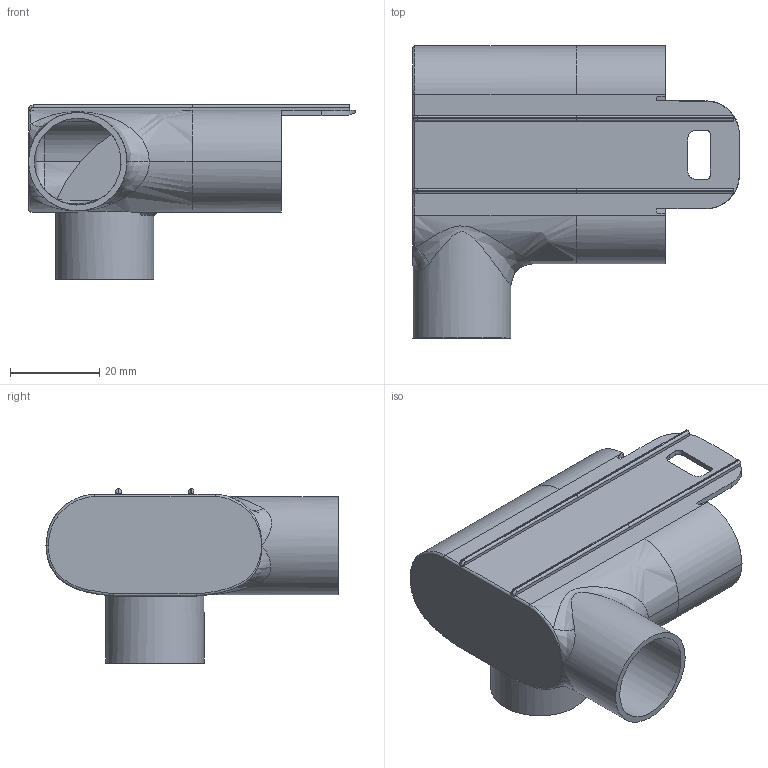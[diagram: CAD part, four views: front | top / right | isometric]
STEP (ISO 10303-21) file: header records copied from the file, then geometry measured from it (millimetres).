
FILE_DESCRIPTION(/* description */ (''),/* implementation_level */ '2;1');
FILE_NAME(/* name */ 'Charlotte Valve 4 v12.step',/* time_stamp */ '2020-03-27T00:30:20+01:00',/* author */ (''),/* organization */ (''),/* preprocessor_version */ 'ST-DEVELOPER v18',/* originating_system */ 'Autodesk Translation Framework v8.12.0.6',/* authorisation */ '');
FILE_SCHEMA (('AUTOMOTIVE_DESIGN { 1 0 10303 214 3 1 1 }'));
Length unit declared in the file: millimetre
Products named in the file (3): Charlotte Valve 4; Charlotte Valve Recortada a 90º; Charlotte Valve V4
Assembly tree (2 placements, depth 3):
  Charlotte Valve 4
    Charlotte Valve Recortada a 90º
      Charlotte Valve V4
Bounding box: 73.14 x 65.4 x 38.97 mm (x, y, z)
Volume: 17981.7 mm3; surface area: 22188.4 mm2
Topology: 1 solids, 1 shells, 212 faces, 583 edges, 364 vertices
Faces by surface type: bspline 89, plane 81, cylinder 42
Full cylindrical faces by diameter (mm): 19.4 x2, 22 x2
Entity records: 11684 total; most frequent: CARTESIAN_POINT 6897, ORIENTED_EDGE 1158, DIRECTION 716, EDGE_CURVE 579, VERTEX_POINT 364, AXIS2_PLACEMENT_3D 240, LINE 236, VECTOR 236
